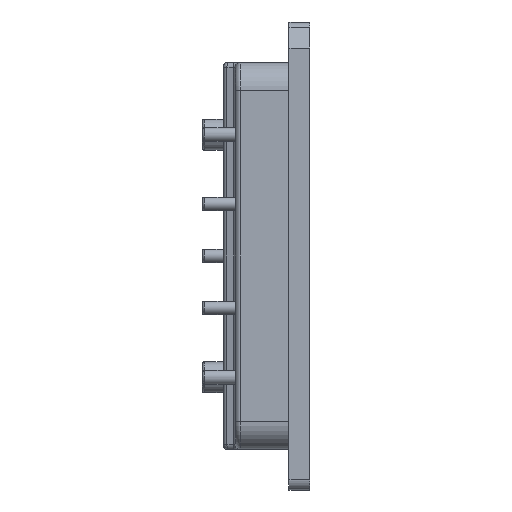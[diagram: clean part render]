
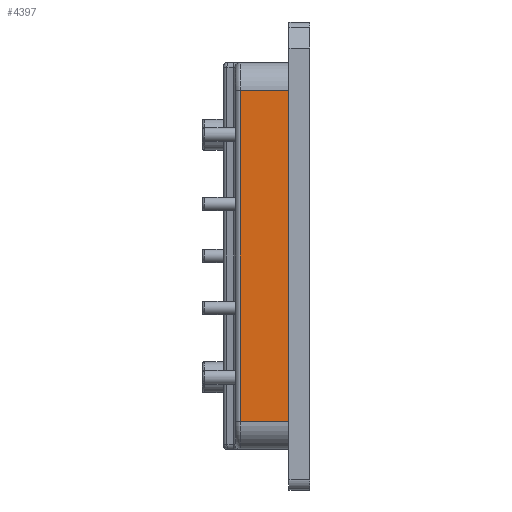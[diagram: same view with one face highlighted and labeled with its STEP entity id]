
A CAD part, left-side view. The second image highlights one B-rep face of the part: STEP entity #4397.
In plain terms, the highlighted planar face has unit normal (-1, 0, 0).
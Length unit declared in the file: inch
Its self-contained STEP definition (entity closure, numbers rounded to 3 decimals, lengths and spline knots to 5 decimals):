
#292 = EDGE_CURVE ( 'NONE', #408, #421, #1918, .T. ) ;
#295 = EDGE_CURVE ( 'NONE', #1475, #418, #1925, .T. ) ;
#296 = EDGE_CURVE ( 'NONE', #1475, #408, #1924, .T. ) ;
#408 = VERTEX_POINT ( 'NONE', #4800 ) ;
#418 = VERTEX_POINT ( 'NONE', #4769 ) ;
#421 = VERTEX_POINT ( 'NONE', #4763 ) ;
#574 = EDGE_CURVE ( 'NONE', #421, #418, #2061, .T. ) ;
#715 = CARTESIAN_POINT ( 'NONE',  ( -3.16, 0.12, -0.9525 ) ) ;
#720 = DIRECTION ( 'NONE',  ( 0., 0., 1. ) ) ;
#733 = DIRECTION ( 'NONE',  ( 0., -1., 0. ) ) ;
#735 = CARTESIAN_POINT ( 'NONE',  ( -3.16, 0.43, 0.9525 ) ) ;
#750 = CARTESIAN_POINT ( 'NONE',  ( -3.16, 0.4, -0.9525 ) ) ;
#760 = DIRECTION ( 'NONE',  ( 0., -1., 0. ) ) ;
#770 = CARTESIAN_POINT ( 'NONE',  ( -3.16, 0.43, -0.9525 ) ) ;
#790 = DIRECTION ( 'NONE',  ( 0., 0., -1. ) ) ;
#1475 = VERTEX_POINT ( 'NONE', #3515 ) ;
#1843 = ORIENTED_EDGE ( 'NONE', *, *, #574, .T. ) ;
#1845 = ORIENTED_EDGE ( 'NONE', *, *, #292, .T. ) ;
#1847 = ORIENTED_EDGE ( 'NONE', *, *, #296, .T. ) ;
#1849 = ORIENTED_EDGE ( 'NONE', *, *, #295, .F. ) ;
#1918 = LINE ( 'NONE', #770, #1923 ) ;
#1923 = VECTOR ( 'NONE', #760, 39.37008 ) ;
#1924 = LINE ( 'NONE', #750, #1930 ) ;
#1925 = LINE ( 'NONE', #735, #1928 ) ;
#1928 = VECTOR ( 'NONE', #733, 39.37008 ) ;
#1930 = VECTOR ( 'NONE', #790, 39.37008 ) ;
#2061 = LINE ( 'NONE', #715, #2063 ) ;
#2063 = VECTOR ( 'NONE', #720, 39.37008 ) ;
#3515 = CARTESIAN_POINT ( 'NONE',  ( -3.16, 0.4, 0.9525 ) ) ;
#3677 = PLANE ( 'NONE',  #4074 ) ;
#3686 = CARTESIAN_POINT ( 'NONE',  ( -3.16, 0.43, -0.9525 ) ) ;
#3687 = DIRECTION ( 'NONE',  ( 1., 0., 0. ) ) ;
#3688 = DIRECTION ( 'NONE',  ( 0., 0., -1. ) ) ;
#3870 = FACE_OUTER_BOUND ( 'NONE', #4676, .T. ) ;
#4074 = AXIS2_PLACEMENT_3D ( 'NONE', #3686, #3687, #3688 ) ;
#4397 = ADVANCED_FACE ( 'NONE', ( #3870 ), #3677, .F. ) ;
#4676 = EDGE_LOOP ( 'NONE', ( #1849, #1847, #1845, #1843 ) ) ;
#4763 = CARTESIAN_POINT ( 'NONE',  ( -3.16, 0.12, -0.9525 ) ) ;
#4769 = CARTESIAN_POINT ( 'NONE',  ( -3.16, 0.12, 0.9525 ) ) ;
#4800 = CARTESIAN_POINT ( 'NONE',  ( -3.16, 0.4, -0.9525 ) ) ;
